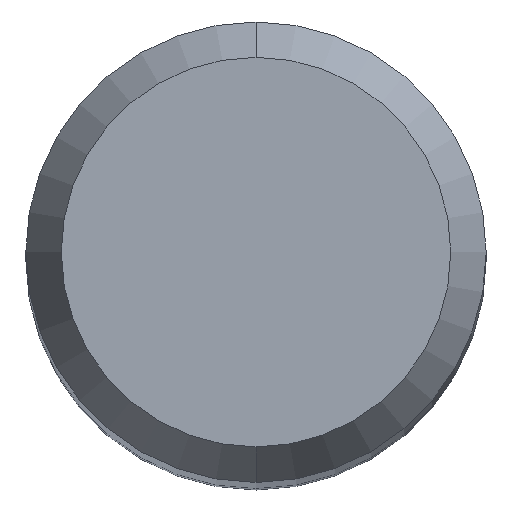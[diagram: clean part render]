
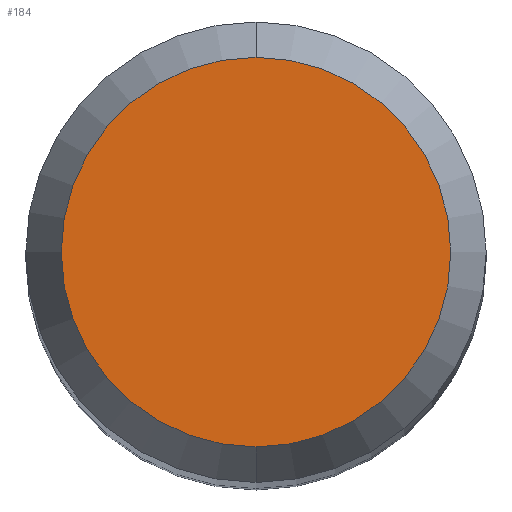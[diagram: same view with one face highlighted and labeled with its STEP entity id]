
A CAD part, top view. The second image highlights one B-rep face of the part: STEP entity #184.
In plain terms, the highlighted planar face has unit normal (0, 0, 1).
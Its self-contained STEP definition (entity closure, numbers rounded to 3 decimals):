
#158=VERTEX_POINT('',#409);
#184=ADVANCED_FACE('',(#438),#439,.T.);
#260=EDGE_CURVE('',#158,#266,#523,.T.);
#266=VERTEX_POINT('',#529);
#272=EDGE_CURVE('',#266,#158,#536,.T.);
#409=CARTESIAN_POINT('',(0.,-2.538,0.0));
#438=FACE_OUTER_BOUND('',#759,.T.);
#439=PLANE('',#760);
#523=CIRCLE('',#968,2.538);
#529=CARTESIAN_POINT('',(0.0,2.538,0.0));
#536=CIRCLE('',#986,2.538);
#759=EDGE_LOOP('',(#1252,#1253));
#760=AXIS2_PLACEMENT_3D('',#1254,#1255,#1256);
#968=AXIS2_PLACEMENT_3D('',#1355,#1356,#1357);
#986=AXIS2_PLACEMENT_3D('',#1374,#1375,#1376);
#1252=ORIENTED_EDGE('',*,*,#272,.F.);
#1253=ORIENTED_EDGE('',*,*,#260,.F.);
#1254=CARTESIAN_POINT('',(0.0,1.269,0.0));
#1255=DIRECTION('',(-0.0,0.0,1.0));
#1256=DIRECTION('',(0.0,-1.0,0.0));
#1355=CARTESIAN_POINT('',(0.0,0.0,0.0));
#1356=DIRECTION('',(0.0,0.0,-1.0));
#1357=DIRECTION('',(0.0,1.0,0.0));
#1374=CARTESIAN_POINT('',(0.0,0.0,0.0));
#1375=DIRECTION('',(0.0,0.0,-1.0));
#1376=DIRECTION('',(0.0,1.0,0.0));
